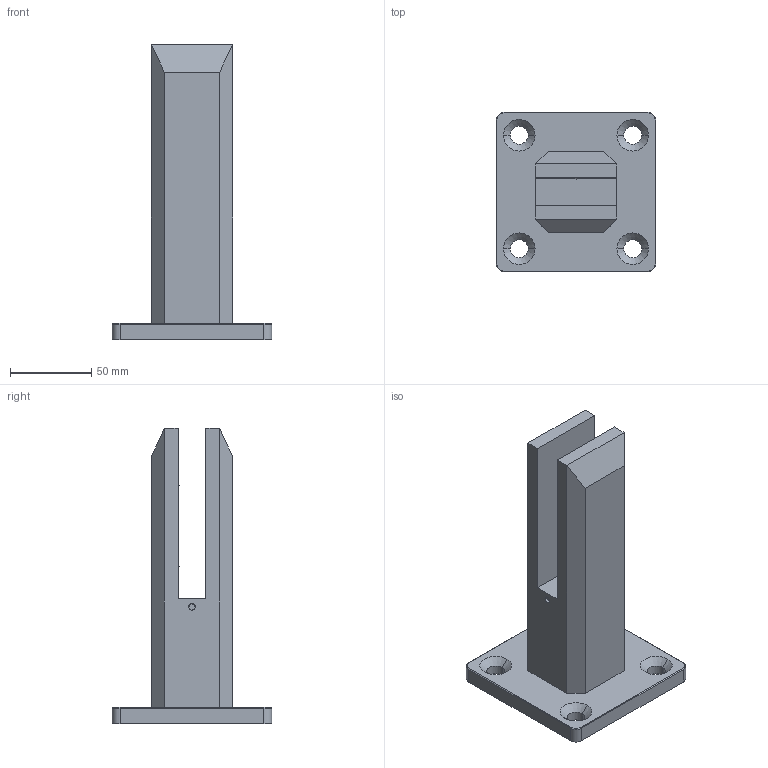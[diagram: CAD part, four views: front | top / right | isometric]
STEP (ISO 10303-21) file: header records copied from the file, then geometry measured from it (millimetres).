
FILE_DESCRIPTION((''),'2;1');
FILE_NAME('6200','2022-02-20T10:13:50',('Gogel'),('Gerresheimer Regensburg GmbH'),'CREO PARAMETRIC BY PTC INC, 2018420','CREO PARAMETRIC BY PTC INC, 2018420','');
FILE_SCHEMA(('AUTOMOTIVE_DESIGN { 1 0 10303 214 1 1 1 1 }'));
Length unit declared in the file: millimetre
Products named in the file (1): 6200
Bounding box: 98.5 x 98.5 x 182 mm (x, y, z)
Volume: 404573.4 mm3; surface area: 62203 mm2
Topology: 1 solids, 3 shells, 96 faces, 236 edges, 150 vertices
Faces by surface type: plane 52, cylinder 28, cone 16
Entity records: 3446 total; most frequent: DIRECTION 537, CARTESIAN_POINT 512, ORIENTED_EDGE 456, EDGE_CURVE 232, AXIS2_PLACEMENT_3D 184, VECTOR 166, LINE 166, VERTEX_POINT 150
